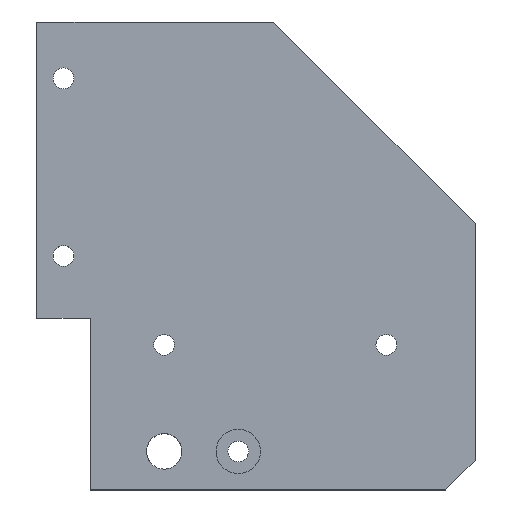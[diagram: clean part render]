
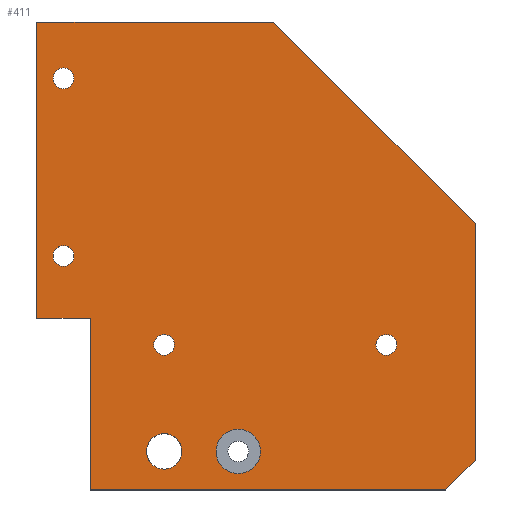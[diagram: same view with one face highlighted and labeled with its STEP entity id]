
A CAD part, top view. The second image highlights one B-rep face of the part: STEP entity #411.
In plain terms, the highlighted planar face has unit normal (0, 0, 1).
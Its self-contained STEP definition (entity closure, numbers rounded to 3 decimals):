
#17=FACE_BOUND('',#83,.T.);
#18=FACE_BOUND('',#84,.T.);
#19=FACE_BOUND('',#85,.T.);
#20=FACE_BOUND('',#86,.T.);
#21=FACE_BOUND('',#87,.T.);
#22=FACE_BOUND('',#88,.T.);
#39=PLANE('',#460);
#59=FACE_OUTER_BOUND('',#82,.T.);
#82=EDGE_LOOP('',(#351,#352,#353,#354,#355,#356,#357,#358));
#83=EDGE_LOOP('',(#359));
#84=EDGE_LOOP('',(#360));
#85=EDGE_LOOP('',(#361));
#86=EDGE_LOOP('',(#362));
#87=EDGE_LOOP('',(#363));
#88=EDGE_LOOP('',(#364));
#114=LINE('',#706,#148);
#117=LINE('',#712,#151);
#120=LINE('',#718,#154);
#123=LINE('',#724,#157);
#126=LINE('',#730,#160);
#129=LINE('',#736,#163);
#132=LINE('',#742,#166);
#135=LINE('',#746,#169);
#148=VECTOR('',#527,10.);
#151=VECTOR('',#532,10.);
#154=VECTOR('',#537,10.);
#157=VECTOR('',#542,10.);
#160=VECTOR('',#547,10.);
#163=VECTOR('',#552,10.);
#166=VECTOR('',#557,10.);
#169=VECTOR('',#562,10.);
#173=CIRCLE('',#435,7.5);
#175=CIRCLE('',#438,3.5);
#177=CIRCLE('',#441,3.5);
#179=CIRCLE('',#444,3.5);
#181=CIRCLE('',#447,6.);
#183=CIRCLE('',#450,3.5);
#193=VERTEX_POINT('',#663);
#195=VERTEX_POINT('',#669);
#197=VERTEX_POINT('',#675);
#199=VERTEX_POINT('',#681);
#201=VERTEX_POINT('',#687);
#203=VERTEX_POINT('',#694);
#207=VERTEX_POINT('',#703);
#208=VERTEX_POINT('',#705);
#210=VERTEX_POINT('',#711);
#212=VERTEX_POINT('',#717);
#214=VERTEX_POINT('',#723);
#216=VERTEX_POINT('',#729);
#218=VERTEX_POINT('',#735);
#220=VERTEX_POINT('',#741);
#231=EDGE_CURVE('',#193,#193,#173,.T.);
#234=EDGE_CURVE('',#195,#195,#175,.T.);
#237=EDGE_CURVE('',#197,#197,#177,.T.);
#240=EDGE_CURVE('',#199,#199,#179,.T.);
#243=EDGE_CURVE('',#201,#201,#181,.T.);
#247=EDGE_CURVE('',#203,#203,#183,.T.);
#252=EDGE_CURVE('',#208,#207,#114,.T.);
#255=EDGE_CURVE('',#210,#208,#117,.T.);
#258=EDGE_CURVE('',#212,#210,#120,.T.);
#261=EDGE_CURVE('',#214,#212,#123,.T.);
#264=EDGE_CURVE('',#216,#214,#126,.T.);
#267=EDGE_CURVE('',#218,#216,#129,.T.);
#270=EDGE_CURVE('',#220,#218,#132,.T.);
#273=EDGE_CURVE('',#207,#220,#135,.T.);
#351=ORIENTED_EDGE('',*,*,#273,.T.);
#352=ORIENTED_EDGE('',*,*,#270,.T.);
#353=ORIENTED_EDGE('',*,*,#267,.T.);
#354=ORIENTED_EDGE('',*,*,#264,.T.);
#355=ORIENTED_EDGE('',*,*,#261,.T.);
#356=ORIENTED_EDGE('',*,*,#258,.T.);
#357=ORIENTED_EDGE('',*,*,#255,.T.);
#358=ORIENTED_EDGE('',*,*,#252,.T.);
#359=ORIENTED_EDGE('',*,*,#247,.T.);
#360=ORIENTED_EDGE('',*,*,#243,.T.);
#361=ORIENTED_EDGE('',*,*,#240,.T.);
#362=ORIENTED_EDGE('',*,*,#237,.T.);
#363=ORIENTED_EDGE('',*,*,#231,.T.);
#364=ORIENTED_EDGE('',*,*,#234,.T.);
#411=ADVANCED_FACE('',(#59,#17,#18,#19,#20,#21,#22),#39,.T.);
#435=AXIS2_PLACEMENT_3D('',#664,#482,#483);
#438=AXIS2_PLACEMENT_3D('',#670,#489,#490);
#441=AXIS2_PLACEMENT_3D('',#676,#496,#497);
#444=AXIS2_PLACEMENT_3D('',#682,#503,#504);
#447=AXIS2_PLACEMENT_3D('',#688,#510,#511);
#450=AXIS2_PLACEMENT_3D('',#695,#518,#519);
#460=AXIS2_PLACEMENT_3D('',#747,#563,#564);
#482=DIRECTION('center_axis',(0.,0.,-1.));
#483=DIRECTION('ref_axis',(1.,0.,0.));
#489=DIRECTION('center_axis',(0.,0.,-1.));
#490=DIRECTION('ref_axis',(1.,0.,0.));
#496=DIRECTION('center_axis',(0.,0.,-1.));
#497=DIRECTION('ref_axis',(1.,0.,0.));
#503=DIRECTION('center_axis',(0.,0.,-1.));
#504=DIRECTION('ref_axis',(1.,0.,0.));
#510=DIRECTION('center_axis',(0.,0.,-1.));
#511=DIRECTION('ref_axis',(1.,0.,0.));
#518=DIRECTION('center_axis',(0.,0.,-1.));
#519=DIRECTION('ref_axis',(1.,0.,0.));
#527=DIRECTION('',(-1.,0.,0.));
#532=DIRECTION('',(-0.707,0.707,0.));
#537=DIRECTION('',(0.,1.,0.));
#542=DIRECTION('',(0.707,0.707,0.));
#547=DIRECTION('',(1.,0.,0.));
#552=DIRECTION('',(0.,-1.,0.));
#557=DIRECTION('',(1.,0.,0.));
#562=DIRECTION('',(0.,-1.,0.));
#563=DIRECTION('center_axis',(0.,0.,1.));
#564=DIRECTION('ref_axis',(1.,0.,0.));
#663=CARTESIAN_POINT('',(60.5,13.,18.));
#664=CARTESIAN_POINT('Origin',(68.,13.,18.));
#669=CARTESIAN_POINT('',(5.5,139.,18.));
#670=CARTESIAN_POINT('Origin',(9.,139.,18.));
#675=CARTESIAN_POINT('',(39.5,49.,18.));
#676=CARTESIAN_POINT('Origin',(43.,49.,18.));
#681=CARTESIAN_POINT('',(114.5,49.,18.));
#682=CARTESIAN_POINT('Origin',(118.,49.,18.));
#687=CARTESIAN_POINT('',(37.,13.,18.));
#688=CARTESIAN_POINT('Origin',(43.,13.,18.));
#694=CARTESIAN_POINT('',(5.5,79.,18.));
#695=CARTESIAN_POINT('Origin',(9.,79.,18.));
#703=CARTESIAN_POINT('',(0.,158.,18.));
#705=CARTESIAN_POINT('',(80.,158.,18.));
#706=CARTESIAN_POINT('',(80.,158.,18.));
#711=CARTESIAN_POINT('',(148.,90.,18.));
#712=CARTESIAN_POINT('',(80.,158.,18.));
#717=CARTESIAN_POINT('',(148.,10.,18.));
#718=CARTESIAN_POINT('',(148.,10.,18.));
#723=CARTESIAN_POINT('',(138.,0.,18.));
#724=CARTESIAN_POINT('',(138.,0.,18.));
#729=CARTESIAN_POINT('',(18.,0.,18.));
#730=CARTESIAN_POINT('',(18.,0.,18.));
#735=CARTESIAN_POINT('',(18.,58.,18.));
#736=CARTESIAN_POINT('',(18.,0.,18.));
#741=CARTESIAN_POINT('',(0.,58.,18.));
#742=CARTESIAN_POINT('',(18.,58.,18.));
#746=CARTESIAN_POINT('',(0.,158.,18.));
#747=CARTESIAN_POINT('Origin',(74.,79.,18.));
